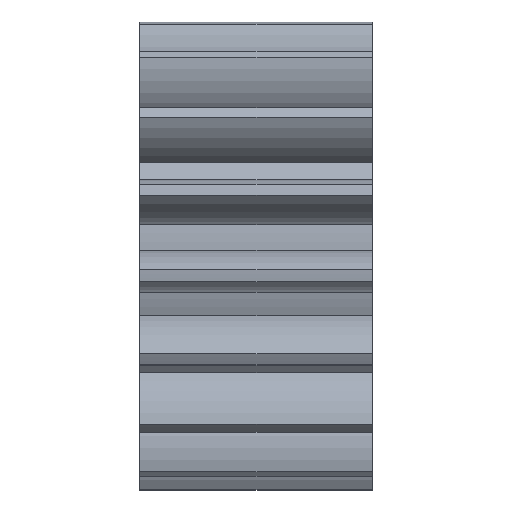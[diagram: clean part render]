
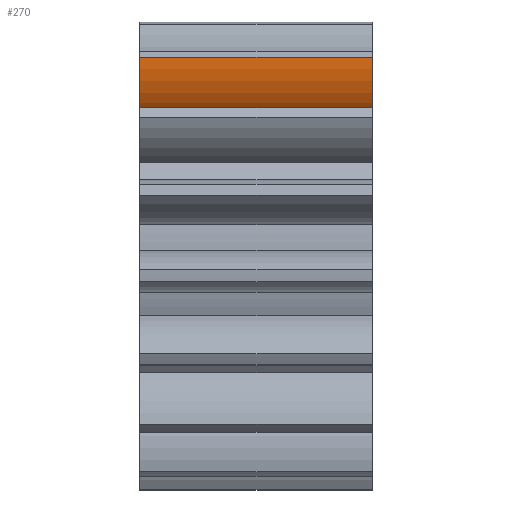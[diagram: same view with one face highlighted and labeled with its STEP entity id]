
A CAD part, top view. The second image highlights one B-rep face of the part: STEP entity #270.
In plain terms, the highlighted cylindrical face has radius 1.632 mm (diameter 3.264 mm), a partial arc.
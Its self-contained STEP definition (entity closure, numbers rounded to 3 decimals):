
#25 = AXIS2_PLACEMENT_3D ( 'NONE', #486, #1272, #2049 ) ;
#113 = ORIENTED_EDGE ( 'NONE', *, *, #222, .F. ) ;
#137 = EDGE_LOOP ( 'NONE', ( #113, #2505, #2041, #900 ) ) ;
#222 = EDGE_CURVE ( 'NONE', #2521, #2247, #739, .T. ) ;
#270 = ADVANCED_FACE ( 'NONE', ( #558 ), #1345, .T. ) ;
#367 = DIRECTION ( 'NONE',  ( -1., 0., 0. ) ) ;
#387 = CARTESIAN_POINT ( 'NONE',  ( 0., 3.735, 0.867 ) ) ;
#456 = AXIS2_PLACEMENT_3D ( 'NONE', #2122, #367, #1152 ) ;
#486 = CARTESIAN_POINT ( 'NONE',  ( 4.5, 3.735, 0.867 ) ) ;
#558 = FACE_OUTER_BOUND ( 'NONE', #137, .T. ) ;
#668 = VECTOR ( 'NONE', #2295, 1000. ) ;
#739 = LINE ( 'NONE', #1526, #668 ) ;
#759 = DIRECTION ( 'NONE',  ( -1., 0., 0. ) ) ;
#820 = CARTESIAN_POINT ( 'NONE',  ( 4.5, 3.815, 2.497 ) ) ;
#877 = VECTOR ( 'NONE', #759, 1000. ) ;
#900 = ORIENTED_EDGE ( 'NONE', *, *, #1319, .T. ) ;
#952 = VERTEX_POINT ( 'NONE', #1592 ) ;
#1087 = CIRCLE ( 'NONE', #1414, 1.632 ) ;
#1130 = CIRCLE ( 'NONE', #25, 1.632 ) ;
#1152 = DIRECTION ( 'NONE',  ( 0., 0., 1. ) ) ;
#1172 = DIRECTION ( 'NONE',  ( 1., 0., 0. ) ) ;
#1270 = EDGE_CURVE ( 'NONE', #2496, #952, #1730, .T. ) ;
#1272 = DIRECTION ( 'NONE',  ( -1., 0., 0. ) ) ;
#1319 = EDGE_CURVE ( 'NONE', #952, #2247, #1087, .T. ) ;
#1345 = CYLINDRICAL_SURFACE ( 'NONE', #456, 1.632 ) ;
#1414 = AXIS2_PLACEMENT_3D ( 'NONE', #387, #1172, #1950 ) ;
#1526 = CARTESIAN_POINT ( 'NONE',  ( 4.5, 2.732, 2.155 ) ) ;
#1592 = CARTESIAN_POINT ( 'NONE',  ( 0., 3.815, 2.497 ) ) ;
#1730 = LINE ( 'NONE', #2502, #877 ) ;
#1865 = CARTESIAN_POINT ( 'NONE',  ( 0., 2.732, 2.155 ) ) ;
#1875 = EDGE_CURVE ( 'NONE', #2521, #2496, #1130, .T. ) ;
#1950 = DIRECTION ( 'NONE',  ( 0., 0., -1. ) ) ;
#2041 = ORIENTED_EDGE ( 'NONE', *, *, #1270, .T. ) ;
#2049 = DIRECTION ( 'NONE',  ( 0., 0., 1. ) ) ;
#2122 = CARTESIAN_POINT ( 'NONE',  ( 4.5, 3.735, 0.867 ) ) ;
#2184 = CARTESIAN_POINT ( 'NONE',  ( 4.5, 2.732, 2.155 ) ) ;
#2247 = VERTEX_POINT ( 'NONE', #1865 ) ;
#2295 = DIRECTION ( 'NONE',  ( -1., 0., 0. ) ) ;
#2496 = VERTEX_POINT ( 'NONE', #820 ) ;
#2502 = CARTESIAN_POINT ( 'NONE',  ( 4.5, 3.815, 2.497 ) ) ;
#2505 = ORIENTED_EDGE ( 'NONE', *, *, #1875, .T. ) ;
#2521 = VERTEX_POINT ( 'NONE', #2184 ) ;
